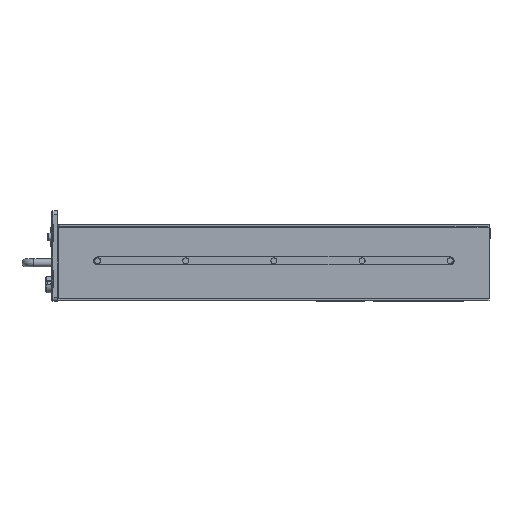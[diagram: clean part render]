
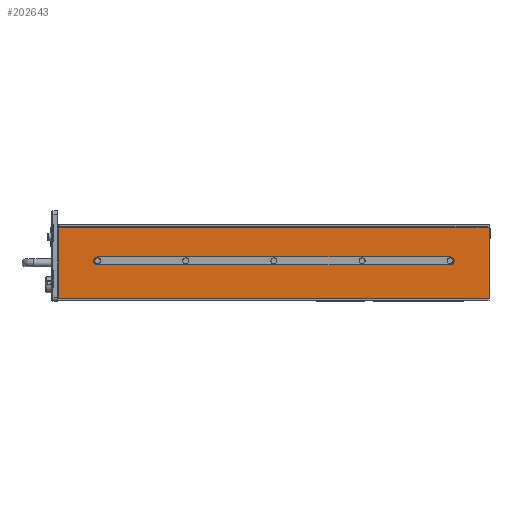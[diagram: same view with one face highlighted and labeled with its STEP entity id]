
A CAD part, front view. The second image highlights one B-rep face of the part: STEP entity #202643.
In plain terms, the highlighted planar face has unit normal (0, -1, 0).
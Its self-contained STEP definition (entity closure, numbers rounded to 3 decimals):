
#1336 = AXIS2_PLACEMENT_3D ( 'NONE', #57642, #91836, #62037 ) ;
#1623 = VERTEX_POINT ( 'NONE', #43308 ) ;
#2319 = EDGE_LOOP ( 'NONE', ( #181602, #86232, #127936, #13582 ) ) ;
#11898 = FACE_OUTER_BOUND ( 'NONE', #2319, .T. ) ;
#13582 = ORIENTED_EDGE ( 'NONE', *, *, #144411, .T. ) ;
#35977 = CARTESIAN_POINT ( 'NONE',  ( -108.5, -44.85, -35.75 ) ) ;
#36859 = VECTOR ( 'NONE', #216286, 1000. ) ;
#43308 = CARTESIAN_POINT ( 'NONE',  ( -108., -44.85, 0. ) ) ;
#48982 = ORIENTED_EDGE ( 'NONE', *, *, #53431, .T. ) ;
#51583 = VERTEX_POINT ( 'NONE', #66578 ) ;
#53132 = DIRECTION ( 'NONE',  ( 1., 0., 0. ) ) ;
#53431 = EDGE_CURVE ( 'NONE', #51583, #114785, #100435, .T. ) ;
#57390 = AXIS2_PLACEMENT_3D ( 'NONE', #65793, #172360, #130601 ) ;
#57642 = CARTESIAN_POINT ( 'NONE',  ( 88.5, -44.85, -17. ) ) ;
#58698 = CARTESIAN_POINT ( 'NONE',  ( 88.5, -44.85, -19. ) ) ;
#58925 = EDGE_CURVE ( 'NONE', #1623, #147472, #180670, .T. ) ;
#62037 = DIRECTION ( 'NONE',  ( 0., 0., -1. ) ) ;
#65218 = VERTEX_POINT ( 'NONE', #75068 ) ;
#65793 = CARTESIAN_POINT ( 'NONE',  ( -88.5, -44.85, -17. ) ) ;
#66578 = CARTESIAN_POINT ( 'NONE',  ( 88.5, -44.85, -15. ) ) ;
#72906 = VERTEX_POINT ( 'NONE', #111558 ) ;
#73449 = EDGE_CURVE ( 'NONE', #215849, #51583, #95972, .T. ) ;
#75068 = CARTESIAN_POINT ( 'NONE',  ( 108., -44.85, -35.75 ) ) ;
#82968 = DIRECTION ( 'NONE',  ( 1., 0., 0. ) ) ;
#86232 = ORIENTED_EDGE ( 'NONE', *, *, #213326, .F. ) ;
#88889 = ORIENTED_EDGE ( 'NONE', *, *, #133098, .T. ) ;
#90565 = VECTOR ( 'NONE', #109778, 1000. ) ;
#91410 = VERTEX_POINT ( 'NONE', #173588 ) ;
#91836 = DIRECTION ( 'NONE',  ( 0., 1., 0. ) ) ;
#93305 = EDGE_CURVE ( 'NONE', #91410, #215849, #121189, .T. ) ;
#95671 = CARTESIAN_POINT ( 'NONE',  ( -108., -44.85, -36. ) ) ;
#95972 = LINE ( 'NONE', #151139, #125228 ) ;
#98683 = LINE ( 'NONE', #212529, #90565 ) ;
#100429 = CARTESIAN_POINT ( 'NONE',  ( -108.5, -44.85, -36. ) ) ;
#100435 = CIRCLE ( 'NONE', #1336, 2. ) ;
#106497 = EDGE_LOOP ( 'NONE', ( #160062, #179915, #48982, #88889 ) ) ;
#107671 = LINE ( 'NONE', #141646, #145044 ) ;
#109778 = DIRECTION ( 'NONE',  ( 0., 0., -1. ) ) ;
#110232 = AXIS2_PLACEMENT_3D ( 'NONE', #100429, #204713, #203981 ) ;
#111558 = CARTESIAN_POINT ( 'NONE',  ( 108., -44.85, 0. ) ) ;
#114785 = VERTEX_POINT ( 'NONE', #58698 ) ;
#121189 = CIRCLE ( 'NONE', #57390, 2. ) ;
#125228 = VECTOR ( 'NONE', #185411, 1000. ) ;
#127294 = LINE ( 'NONE', #219962, #191182 ) ;
#127936 = ORIENTED_EDGE ( 'NONE', *, *, #58925, .T. ) ;
#130601 = DIRECTION ( 'NONE',  ( 0., 0., -1. ) ) ;
#131906 = FACE_BOUND ( 'NONE', #106497, .T. ) ;
#133098 = EDGE_CURVE ( 'NONE', #114785, #91410, #107671, .T. ) ;
#137659 = PLANE ( 'NONE',  #110232 ) ;
#141290 = CARTESIAN_POINT ( 'NONE',  ( -108., -44.85, -35.75 ) ) ;
#141646 = CARTESIAN_POINT ( 'NONE',  ( -108.5, -44.85, -19. ) ) ;
#144411 = EDGE_CURVE ( 'NONE', #147472, #65218, #194778, .T. ) ;
#145044 = VECTOR ( 'NONE', #177386, 1000. ) ;
#147472 = VERTEX_POINT ( 'NONE', #141290 ) ;
#151139 = CARTESIAN_POINT ( 'NONE',  ( -108.5, -44.85, -15. ) ) ;
#160062 = ORIENTED_EDGE ( 'NONE', *, *, #93305, .T. ) ;
#160076 = EDGE_CURVE ( 'NONE', #72906, #65218, #98683, .T. ) ;
#172360 = DIRECTION ( 'NONE',  ( 0., 1., 0. ) ) ;
#173588 = CARTESIAN_POINT ( 'NONE',  ( -88.5, -44.85, -19. ) ) ;
#177386 = DIRECTION ( 'NONE',  ( -1., 0., 0. ) ) ;
#178725 = CARTESIAN_POINT ( 'NONE',  ( -88.5, -44.85, -15. ) ) ;
#179915 = ORIENTED_EDGE ( 'NONE', *, *, #73449, .T. ) ;
#180670 = LINE ( 'NONE', #95671, #36859 ) ;
#181602 = ORIENTED_EDGE ( 'NONE', *, *, #160076, .F. ) ;
#185411 = DIRECTION ( 'NONE',  ( 1., 0., 0. ) ) ;
#189385 = VECTOR ( 'NONE', #53132, 1000. ) ;
#191182 = VECTOR ( 'NONE', #82968, 1000. ) ;
#194778 = LINE ( 'NONE', #35977, #189385 ) ;
#202643 = ADVANCED_FACE ( 'NONE', ( #11898, #131906 ), #137659, .T. ) ;
#203981 = DIRECTION ( 'NONE',  ( 0., 0., -1. ) ) ;
#204713 = DIRECTION ( 'NONE',  ( 0., -1., 0. ) ) ;
#212529 = CARTESIAN_POINT ( 'NONE',  ( 108., -44.85, -36. ) ) ;
#213326 = EDGE_CURVE ( 'NONE', #1623, #72906, #127294, .T. ) ;
#215849 = VERTEX_POINT ( 'NONE', #178725 ) ;
#216286 = DIRECTION ( 'NONE',  ( 0., 0., -1. ) ) ;
#219962 = CARTESIAN_POINT ( 'NONE',  ( 0., -44.85, 0. ) ) ;
